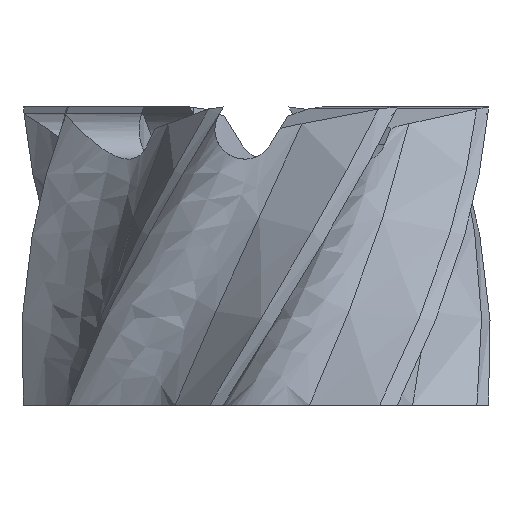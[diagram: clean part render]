
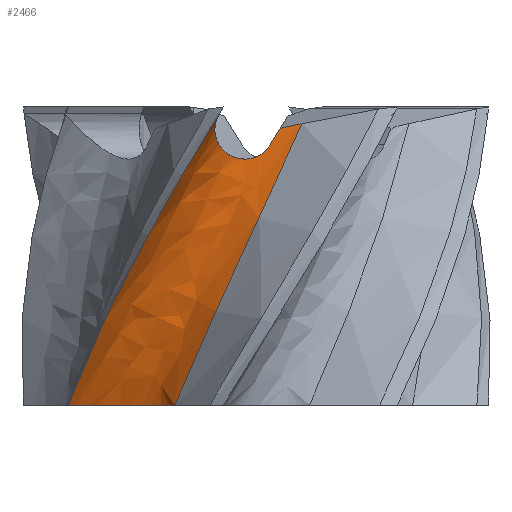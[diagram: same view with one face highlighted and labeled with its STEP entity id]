
A CAD part, front view. The second image highlights one B-rep face of the part: STEP entity #2466.
In plain terms, the highlighted free-form (B-spline) face has degree [5, 2] with [6, 3] control points.
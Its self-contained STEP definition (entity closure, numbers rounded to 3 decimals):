
#1124=CARTESIAN_POINT('Vertex',(1.88,-22.474,34.911)) ;
#1128=CARTESIAN_POINT('Control Point',(3.223,-22.38,37.103)) ;
#1129=CARTESIAN_POINT('Control Point',(2.955,-22.405,36.665)) ;
#1130=CARTESIAN_POINT('Control Point',(2.686,-22.426,36.226)) ;
#1131=CARTESIAN_POINT('Control Point',(2.418,-22.445,35.788)) ;
#1132=CARTESIAN_POINT('Control Point',(2.149,-22.461,35.349)) ;
#1133=CARTESIAN_POINT('Control Point',(1.88,-22.474,34.911)) ;
#1134=CARTESIAN_POINT('Vertex',(3.223,-22.38,37.103)) ;
#1173=CARTESIAN_POINT('Vertex',(-4.982,-31.103,39.022)) ;
#1177=CARTESIAN_POINT('Control Point',(-4.982,-31.103,39.022)) ;
#1178=CARTESIAN_POINT('Control Point',(-5.003,-31.043,38.986)) ;
#1179=CARTESIAN_POINT('Control Point',(-5.022,-30.982,38.953)) ;
#1180=CARTESIAN_POINT('Control Point',(-5.042,-30.92,38.917)) ;
#1181=CARTESIAN_POINT('Control Point',(-5.079,-30.797,38.847)) ;
#1182=CARTESIAN_POINT('Control Point',(-5.115,-30.675,38.777)) ;
#1183=CARTESIAN_POINT('Control Point',(-5.132,-30.613,38.741)) ;
#1184=CARTESIAN_POINT('Control Point',(-5.2,-30.367,38.597)) ;
#1185=CARTESIAN_POINT('Control Point',(-5.262,-30.12,38.45)) ;
#1186=CARTESIAN_POINT('Control Point',(-5.303,-29.935,38.338)) ;
#1187=CARTESIAN_POINT('Control Point',(-5.398,-29.473,38.051)) ;
#1188=CARTESIAN_POINT('Control Point',(-5.465,-29.013,37.754)) ;
#1189=CARTESIAN_POINT('Control Point',(-5.496,-28.738,37.572)) ;
#1190=CARTESIAN_POINT('Control Point',(-5.574,-27.691,36.863)) ;
#1191=CARTESIAN_POINT('Control Point',(-5.491,-26.675,36.117)) ;
#1192=CARTESIAN_POINT('Control Point',(-5.332,-25.952,35.558)) ;
#1193=CARTESIAN_POINT('Control Point',(-4.848,-24.742,34.574)) ;
#1194=CARTESIAN_POINT('Control Point',(-3.918,-23.737,33.719)) ;
#1195=CARTESIAN_POINT('Control Point',(-3.421,-23.35,33.388)) ;
#1196=CARTESIAN_POINT('Control Point',(-2.408,-22.852,32.986)) ;
#1197=CARTESIAN_POINT('Control Point',(-1.187,-22.601,32.972)) ;
#1198=CARTESIAN_POINT('Control Point',(-0.695,-22.543,33.04)) ;
#1199=CARTESIAN_POINT('Control Point',(0.232,-22.488,33.329)) ;
#1200=CARTESIAN_POINT('Control Point',(1.034,-22.488,33.878)) ;
#1201=CARTESIAN_POINT('Control Point',(1.373,-22.49,34.194)) ;
#1202=CARTESIAN_POINT('Control Point',(1.655,-22.485,34.542)) ;
#1203=CARTESIAN_POINT('Control Point',(1.88,-22.474,34.911)) ;
#2112=CARTESIAN_POINT('Vertex',(-10.857,-21.008,0.)) ;
#2115=CARTESIAN_POINT('Axis2P3D Location',(-18.769,-25.297,0.)) ;
#2119=CARTESIAN_POINT('Vertex',(-25.157,-18.957,0.)) ;
#2200=CARTESIAN_POINT('Control Point',(-10.857,-21.008,0.)) ;
#2201=CARTESIAN_POINT('Control Point',(-7.743,-22.618,7.55)) ;
#2202=CARTESIAN_POINT('Control Point',(-4.33,-23.65,15.1)) ;
#2203=CARTESIAN_POINT('Control Point',(-0.763,-24.031,22.648)) ;
#2204=CARTESIAN_POINT('Control Point',(2.79,-23.743,30.198)) ;
#2205=CARTESIAN_POINT('Control Point',(6.175,-22.828,37.748)) ;
#2206=CARTESIAN_POINT('Vertex',(6.175,-22.828,37.748)) ;
#2426=CARTESIAN_POINT('Control Point',(-25.157,-18.957,0.)) ;
#2427=CARTESIAN_POINT('Control Point',(-16.628,-10.364,0.)) ;
#2428=CARTESIAN_POINT('Control Point',(-10.857,-21.008,0.)) ;
#2429=CARTESIAN_POINT('Control Point',(-22.179,-22.909,8.001)) ;
#2430=CARTESIAN_POINT('Control Point',(-14.999,-12.976,8.001)) ;
#2431=CARTESIAN_POINT('Control Point',(-7.557,-22.714,8.001)) ;
#2432=CARTESIAN_POINT('Control Point',(-18.425,-26.276,16.001)) ;
#2433=CARTESIAN_POINT('Control Point',(-12.858,-15.269,16.001)) ;
#2434=CARTESIAN_POINT('Control Point',(-3.922,-23.771,16.001)) ;
#2435=CARTESIAN_POINT('Control Point',(-14.049,-28.854,23.999)) ;
#2436=CARTESIAN_POINT('Control Point',(-10.289,-17.106,23.999)) ;
#2437=CARTESIAN_POINT('Control Point',(-0.123,-24.092,23.999)) ;
#2438=CARTESIAN_POINT('Control Point',(-9.284,-30.505,31.999)) ;
#2439=CARTESIAN_POINT('Control Point',(-7.427,-18.39,31.999)) ;
#2440=CARTESIAN_POINT('Control Point',(3.638,-23.66,31.999)) ;
#2441=CARTESIAN_POINT('Control Point',(-4.384,-31.193,40.)) ;
#2442=CARTESIAN_POINT('Control Point',(-4.429,-19.086,40.)) ;
#2443=CARTESIAN_POINT('Control Point',(7.178,-22.532,40.)) ;
#2445=CARTESIAN_POINT('Control Point',(6.175,-22.828,37.748)) ;
#2446=CARTESIAN_POINT('Control Point',(5.251,-22.554,37.58)) ;
#2447=CARTESIAN_POINT('Control Point',(4.248,-22.403,37.361)) ;
#2448=CARTESIAN_POINT('Control Point',(3.223,-22.38,37.103)) ;
#2451=CARTESIAN_POINT('Control Point',(-25.157,-18.957,0.)) ;
#2452=CARTESIAN_POINT('Control Point',(-22.252,-22.813,7.805)) ;
#2453=CARTESIAN_POINT('Control Point',(-18.608,-26.111,15.61)) ;
#2454=CARTESIAN_POINT('Control Point',(-14.369,-28.663,23.412)) ;
#2455=CARTESIAN_POINT('Control Point',(-9.749,-30.34,31.217)) ;
#2456=CARTESIAN_POINT('Control Point',(-4.982,-31.103,39.022)) ;
#2116=DIRECTION('Axis2P3D Direction',(0.,0.,1.)) ;
#2117=AXIS2_PLACEMENT_3D('Circle Axis2P3D',#2115,#2116,$) ;
#2459=ORIENTED_EDGE('',*,*,#2449,.T.) ;
#2460=ORIENTED_EDGE('',*,*,#1136,.T.) ;
#2461=ORIENTED_EDGE('',*,*,#1204,.F.) ;
#2462=ORIENTED_EDGE('',*,*,#2457,.F.) ;
#2463=ORIENTED_EDGE('',*,*,#2121,.T.) ;
#2464=ORIENTED_EDGE('',*,*,#2208,.T.) ;
#2466=ADVANCED_FACE('PartBody',(#2465),#2425,.F.) ;
#1127=B_SPLINE_CURVE_WITH_KNOTS('',5,(#1128,#1129,#1130,#1131,#1132,#1133),.UNSPECIFIED.,.F.,.U.,(6,6),(4.795,8.42),.UNSPECIFIED.) ;
#1176=B_SPLINE_CURVE_WITH_KNOTS('',5,(#1177,#1178,#1179,#1180,#1181,#1182,#1183,#1184,#1185,#1186,#1187,#1188,#1189,#1190,#1191,#1192,#1193,#1194,#1195,#1196,#1197,#1198,#1199,#1200,#1201,#1202,#1203),.UNSPECIFIED.,.F.,.U.,(6,3,3,3,3,3,3,3,6),(0.,0.532,1.065,2.666,5.067,11.864,17.075,20.358,23.403),.UNSPECIFIED.) ;
#2199=B_SPLINE_CURVE_WITH_KNOTS('',5,(#2200,#2201,#2202,#2203,#2204,#2205),.UNSPECIFIED.,.F.,.U.,(6,6),(0.,43.477),.UNSPECIFIED.) ;
#2444=B_SPLINE_CURVE_WITH_KNOTS('',3,(#2445,#2446,#2447,#2448),.UNSPECIFIED.,.F.,.U.,(4,4),(0.,4.326),.UNSPECIFIED.) ;
#2118=CIRCLE('generated circle',#2117,9.) ;
#1136=EDGE_CURVE('',#1135,#1125,#1127,.T.) ;
#1204=EDGE_CURVE('',#1174,#1125,#1176,.T.) ;
#2121=EDGE_CURVE('',#2120,#2113,#2118,.F.) ;
#2208=EDGE_CURVE('',#2113,#2207,#2199,.T.) ;
#2449=EDGE_CURVE('',#2207,#1135,#2444,.T.) ;
#2457=EDGE_CURVE('',#2120,#1174,#2450,.T.) ;
#2458=EDGE_LOOP('',(#2459,#2460,#2461,#2462,#2463,#2464)) ;
#2465=FACE_OUTER_BOUND('',#2458,.T.) ;
#1125=VERTEX_POINT('',#1124) ;
#1135=VERTEX_POINT('',#1134) ;
#1174=VERTEX_POINT('',#1173) ;
#2113=VERTEX_POINT('',#2112) ;
#2120=VERTEX_POINT('',#2119) ;
#2207=VERTEX_POINT('',#2206) ;
#2450=(BOUNDED_CURVE()B_SPLINE_CURVE(5,(#2451,#2452,#2453,#2454,#2455,#2456),.UNSPECIFIED.,.F.,.U.)B_SPLINE_CURVE_WITH_KNOTS((6,6),(0.,44.945),.UNSPECIFIED.)CURVE()GEOMETRIC_REPRESENTATION_ITEM()RATIONAL_B_SPLINE_CURVE((1.,1.,1.,1.,1.,1.))REPRESENTATION_ITEM('')) ;
#2425=(BOUNDED_SURFACE()B_SPLINE_SURFACE(5,2,((#2426,#2427,#2428),(#2429,#2430,#2431),(#2432,#2433,#2434),(#2435,#2436,#2437),(#2438,#2439,#2440),(#2441,#2442,#2443)),.UNSPECIFIED.,.F.,.F.,.U.)B_SPLINE_SURFACE_WITH_KNOTS((6,6),(3,3),(0.,46.071),(42.378,59.146),.UNSPECIFIED.)GEOMETRIC_REPRESENTATION_ITEM()RATIONAL_B_SPLINE_SURFACE(((1.,0.597,1.),(1.,0.597,1.),(1.,0.597,1.),(1.,0.597,1.),(1.,0.597,1.),(1.,0.597,1.)))REPRESENTATION_ITEM('Rational BSpline Surface')SURFACE()) ;
